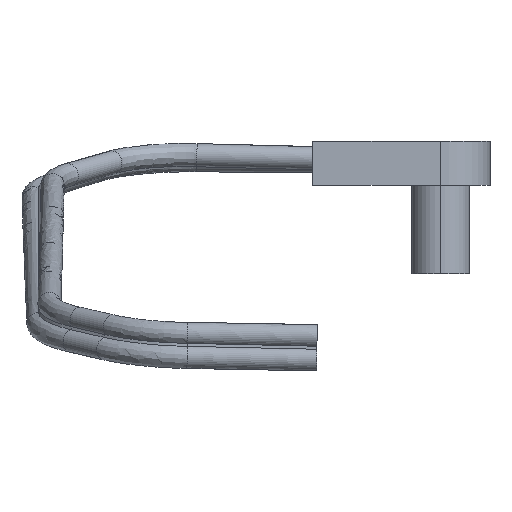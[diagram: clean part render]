
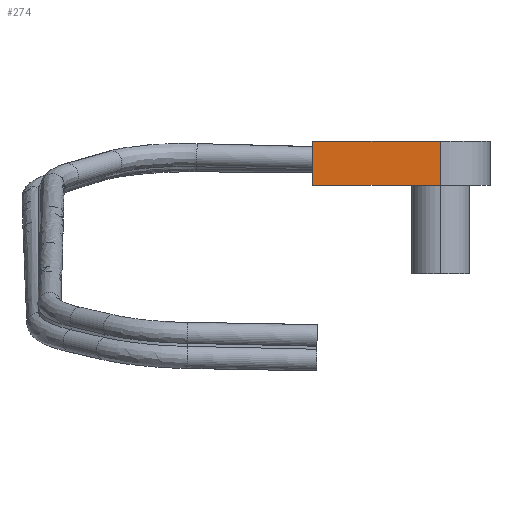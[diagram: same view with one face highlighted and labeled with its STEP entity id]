
A CAD part, left-side view. The second image highlights one B-rep face of the part: STEP entity #274.
In plain terms, the highlighted planar face has unit normal (-1, 0, 0).
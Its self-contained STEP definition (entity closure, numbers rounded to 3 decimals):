
#52 = VECTOR ( 'NONE', #2156, 1000. ) ;
#127 = EDGE_LOOP ( 'NONE', ( #2190, #154, #326, #3267 ) ) ;
#154 = ORIENTED_EDGE ( 'NONE', *, *, #832, .F. ) ;
#200 = DIRECTION ( 'NONE',  ( 1., 0., 0. ) ) ;
#235 = CARTESIAN_POINT ( 'NONE',  ( 12.928, 66.698, 131.373 ) ) ;
#237 = CARTESIAN_POINT ( 'NONE',  ( 12.928, 78.251, 131.373 ) ) ;
#274 = ADVANCED_FACE ( 'NONE', ( #461 ), #3326, .F. ) ;
#296 = EDGE_CURVE ( 'NONE', #2887, #2520, #1014, .T. ) ;
#326 = ORIENTED_EDGE ( 'NONE', *, *, #1704, .F. ) ;
#349 = LINE ( 'NONE', #2711, #52 ) ;
#461 = FACE_OUTER_BOUND ( 'NONE', #127, .T. ) ;
#508 = DIRECTION ( 'NONE',  ( 0., 0., -1. ) ) ;
#574 = LINE ( 'NONE', #589, #600 ) ;
#589 = CARTESIAN_POINT ( 'NONE',  ( 12.928, 66.698, 127.373 ) ) ;
#600 = VECTOR ( 'NONE', #2662, 1000. ) ;
#756 = LINE ( 'NONE', #235, #1568 ) ;
#832 = EDGE_CURVE ( 'NONE', #3060, #1628, #756, .T. ) ;
#1014 = LINE ( 'NONE', #237, #1895 ) ;
#1487 = CARTESIAN_POINT ( 'NONE',  ( 12.928, 66.698, 131.373 ) ) ;
#1568 = VECTOR ( 'NONE', #3109, 1000. ) ;
#1628 = VERTEX_POINT ( 'NONE', #2078 ) ;
#1704 = EDGE_CURVE ( 'NONE', #2887, #3060, #349, .T. ) ;
#1895 = VECTOR ( 'NONE', #508, 1000. ) ;
#1945 = AXIS2_PLACEMENT_3D ( 'NONE', #1487, #200, #2986 ) ;
#2078 = CARTESIAN_POINT ( 'NONE',  ( 12.928, 66.698, 127.373 ) ) ;
#2156 = DIRECTION ( 'NONE',  ( 0., -1., 0. ) ) ;
#2190 = ORIENTED_EDGE ( 'NONE', *, *, #2366, .T. ) ;
#2366 = EDGE_CURVE ( 'NONE', #2520, #1628, #574, .T. ) ;
#2428 = CARTESIAN_POINT ( 'NONE',  ( 12.928, 66.698, 131.373 ) ) ;
#2520 = VERTEX_POINT ( 'NONE', #2679 ) ;
#2608 = CARTESIAN_POINT ( 'NONE',  ( 12.928, 78.251, 131.373 ) ) ;
#2662 = DIRECTION ( 'NONE',  ( 0., -1., 0. ) ) ;
#2679 = CARTESIAN_POINT ( 'NONE',  ( 12.928, 78.251, 127.373 ) ) ;
#2711 = CARTESIAN_POINT ( 'NONE',  ( 12.928, 66.698, 131.373 ) ) ;
#2887 = VERTEX_POINT ( 'NONE', #2608 ) ;
#2986 = DIRECTION ( 'NONE',  ( 0., 0., -1. ) ) ;
#3060 = VERTEX_POINT ( 'NONE', #2428 ) ;
#3109 = DIRECTION ( 'NONE',  ( 0., 0., -1. ) ) ;
#3267 = ORIENTED_EDGE ( 'NONE', *, *, #296, .T. ) ;
#3326 = PLANE ( 'NONE',  #1945 ) ;
